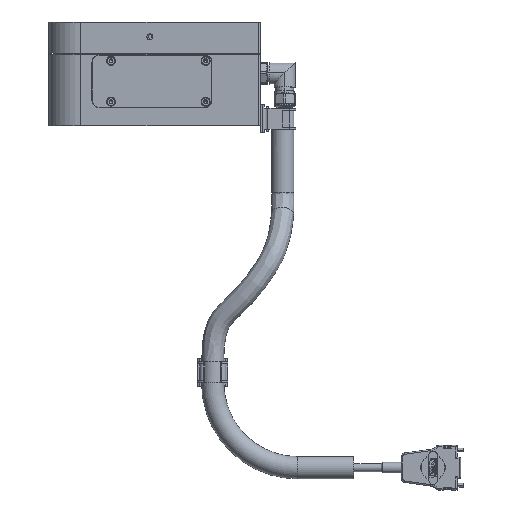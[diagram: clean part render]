
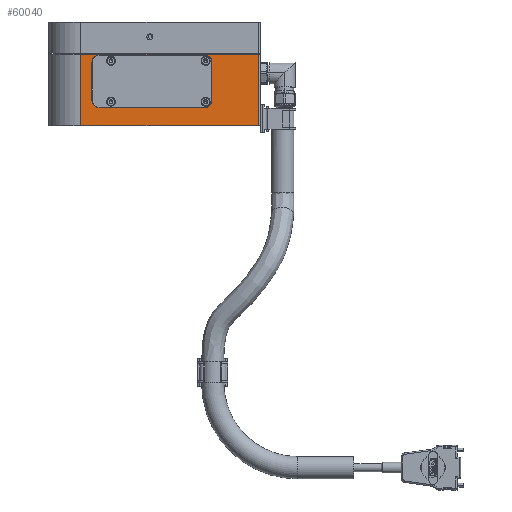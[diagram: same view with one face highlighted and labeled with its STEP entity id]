
A CAD part, left-side view. The second image highlights one B-rep face of the part: STEP entity #60040.
In plain terms, the highlighted planar face has unit normal (-1, 0, 0).
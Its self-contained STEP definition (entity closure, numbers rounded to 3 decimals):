
#101 = CARTESIAN_POINT ( 'NONE',  ( -22.5, 1., 0. ) ) ;
#112 = VECTOR ( 'NONE', #5325, 1000. ) ;
#442 = DIRECTION ( 'NONE',  ( -1., 0., 0. ) ) ;
#1319 = LINE ( 'NONE', #59179, #20702 ) ;
#1434 = ORIENTED_EDGE ( 'NONE', *, *, #66245, .T. ) ;
#2379 = ORIENTED_EDGE ( 'NONE', *, *, #44376, .F. ) ;
#2482 = DIRECTION ( 'NONE',  ( 1., 0., 0. ) ) ;
#2993 = CARTESIAN_POINT ( 'NONE',  ( -22.5, 1., 50.75 ) ) ;
#3055 = VERTEX_POINT ( 'NONE', #34418 ) ;
#3081 = CARTESIAN_POINT ( 'NONE',  ( -22.5, 114., 50. ) ) ;
#3101 = CARTESIAN_POINT ( 'NONE',  ( -22.5, 127., 57.75 ) ) ;
#3969 = ORIENTED_EDGE ( 'NONE', *, *, #58944, .F. ) ;
#4534 = CIRCLE ( 'NONE', #60254, 5. ) ;
#4536 = DIRECTION ( 'NONE',  ( -1., 0., 0. ) ) ;
#5325 = DIRECTION ( 'NONE',  ( 0., -1., 0. ) ) ;
#5543 = VERTEX_POINT ( 'NONE', #67570 ) ;
#6981 = EDGE_LOOP ( 'NONE', ( #1434, #59923, #68916, #59671 ) ) ;
#7419 = DIRECTION ( 'NONE',  ( -1., 0., 0. ) ) ;
#7474 = CARTESIAN_POINT ( 'NONE',  ( -22.5, 34., 18. ) ) ;
#7573 = LINE ( 'NONE', #65816, #59758 ) ;
#7936 = ORIENTED_EDGE ( 'NONE', *, *, #52394, .F. ) ;
#7955 = DIRECTION ( 'NONE',  ( 0., 0., 1. ) ) ;
#8395 = CARTESIAN_POINT ( 'NONE',  ( -22.5, 114., 13. ) ) ;
#9305 = ORIENTED_EDGE ( 'NONE', *, *, #37372, .F. ) ;
#11080 = EDGE_CURVE ( 'NONE', #36665, #3055, #19451, .T. ) ;
#11381 = EDGE_CURVE ( 'NONE', #26997, #47539, #25670, .T. ) ;
#11729 = DIRECTION ( 'NONE',  ( 0., -1., 0. ) ) ;
#16545 = CARTESIAN_POINT ( 'NONE',  ( -22.5, 127., 50.75 ) ) ;
#16803 = LINE ( 'NONE', #48912, #20653 ) ;
#17006 = VERTEX_POINT ( 'NONE', #16545 ) ;
#17445 = EDGE_CURVE ( 'NONE', #67614, #35473, #16803, .T. ) ;
#18051 = DIRECTION ( 'NONE',  ( 0., 0., -1. ) ) ;
#18465 = CARTESIAN_POINT ( 'NONE',  ( -22.5, 0., 57.75 ) ) ;
#19451 = LINE ( 'NONE', #19806, #62325 ) ;
#19806 = CARTESIAN_POINT ( 'NONE',  ( -22.5, 34., 18. ) ) ;
#20653 = VECTOR ( 'NONE', #59704, 1000. ) ;
#20702 = VECTOR ( 'NONE', #11729, 1000. ) ;
#21641 = DIRECTION ( 'NONE',  ( 0., 0., 1. ) ) ;
#23596 = DIRECTION ( 'NONE',  ( 0., 1., 0. ) ) ;
#24418 = DIRECTION ( 'NONE',  ( 0., -1., 0. ) ) ;
#25539 = ORIENTED_EDGE ( 'NONE', *, *, #61097, .F. ) ;
#25670 = LINE ( 'NONE', #51852, #27860 ) ;
#26997 = VERTEX_POINT ( 'NONE', #40444 ) ;
#27682 = VERTEX_POINT ( 'NONE', #8395 ) ;
#27860 = VECTOR ( 'NONE', #46940, 1000. ) ;
#28975 = FACE_BOUND ( 'NONE', #65155, .T. ) ;
#28983 = VECTOR ( 'NONE', #24418, 1000. ) ;
#29271 = DIRECTION ( 'NONE',  ( 0., 0., 1. ) ) ;
#31958 = EDGE_CURVE ( 'NONE', #17006, #5543, #34498, .T. ) ;
#32081 = CARTESIAN_POINT ( 'NONE',  ( -22.5, 114., 45. ) ) ;
#32747 = AXIS2_PLACEMENT_3D ( 'NONE', #58633, #442, #21641 ) ;
#33873 = CIRCLE ( 'NONE', #32747, 5. ) ;
#34418 = CARTESIAN_POINT ( 'NONE',  ( -22.5, 34., 45. ) ) ;
#34498 = LINE ( 'NONE', #3101, #67238 ) ;
#34832 = AXIS2_PLACEMENT_3D ( 'NONE', #55737, #44247, #7955 ) ;
#34936 = VERTEX_POINT ( 'NONE', #3081 ) ;
#35244 = CARTESIAN_POINT ( 'NONE',  ( -22.5, 0., 0. ) ) ;
#35473 = VERTEX_POINT ( 'NONE', #2993 ) ;
#36665 = VERTEX_POINT ( 'NONE', #7474 ) ;
#37372 = EDGE_CURVE ( 'NONE', #48163, #34936, #7573, .T. ) ;
#38198 = ORIENTED_EDGE ( 'NONE', *, *, #11080, .F. ) ;
#38326 = CARTESIAN_POINT ( 'NONE',  ( -22.5, 119., 18. ) ) ;
#39778 = DIRECTION ( 'NONE',  ( 0., 0., -1. ) ) ;
#39843 = CARTESIAN_POINT ( 'NONE',  ( -22.5, 114., 18. ) ) ;
#40426 = VERTEX_POINT ( 'NONE', #41866 ) ;
#40444 = CARTESIAN_POINT ( 'NONE',  ( -22.5, 119., 45. ) ) ;
#41586 = LINE ( 'NONE', #51732, #112 ) ;
#41866 = CARTESIAN_POINT ( 'NONE',  ( -22.5, 39., 13. ) ) ;
#43725 = CIRCLE ( 'NONE', #34832, 5. ) ;
#44247 = DIRECTION ( 'NONE',  ( -1., 0., 0. ) ) ;
#44376 = EDGE_CURVE ( 'NONE', #3055, #48163, #43725, .T. ) ;
#44991 = PLANE ( 'NONE',  #66251 ) ;
#45411 = AXIS2_PLACEMENT_3D ( 'NONE', #39843, #7419, #65666 ) ;
#46940 = DIRECTION ( 'NONE',  ( 0., 0., -1. ) ) ;
#47539 = VERTEX_POINT ( 'NONE', #38326 ) ;
#48163 = VERTEX_POINT ( 'NONE', #61732 ) ;
#48912 = CARTESIAN_POINT ( 'NONE',  ( -22.5, 1., 57.75 ) ) ;
#51732 = CARTESIAN_POINT ( 'NONE',  ( -22.5, 0., 50.75 ) ) ;
#51852 = CARTESIAN_POINT ( 'NONE',  ( -22.5, 119., 18. ) ) ;
#52394 = EDGE_CURVE ( 'NONE', #47539, #27682, #54322, .T. ) ;
#53353 = DIRECTION ( 'NONE',  ( 0., 0., -1. ) ) ;
#54322 = CIRCLE ( 'NONE', #45411, 5. ) ;
#55603 = EDGE_CURVE ( 'NONE', #34936, #26997, #4534, .T. ) ;
#55664 = EDGE_CURVE ( 'NONE', #17006, #35473, #41586, .T. ) ;
#55737 = CARTESIAN_POINT ( 'NONE',  ( -22.5, 39., 45. ) ) ;
#56276 = ORIENTED_EDGE ( 'NONE', *, *, #11381, .F. ) ;
#58633 = CARTESIAN_POINT ( 'NONE',  ( -22.5, 39., 18. ) ) ;
#58944 = EDGE_CURVE ( 'NONE', #40426, #36665, #33873, .T. ) ;
#59179 = CARTESIAN_POINT ( 'NONE',  ( -22.5, 114., 13. ) ) ;
#59671 = ORIENTED_EDGE ( 'NONE', *, *, #31958, .T. ) ;
#59704 = DIRECTION ( 'NONE',  ( 0., 0., 1. ) ) ;
#59758 = VECTOR ( 'NONE', #23596, 1000. ) ;
#59923 = ORIENTED_EDGE ( 'NONE', *, *, #17445, .T. ) ;
#60040 = ADVANCED_FACE ( 'NONE', ( #28975, #66277 ), #44991, .F. ) ;
#60254 = AXIS2_PLACEMENT_3D ( 'NONE', #32081, #4536, #53353 ) ;
#61097 = EDGE_CURVE ( 'NONE', #27682, #40426, #1319, .T. ) ;
#61730 = LINE ( 'NONE', #35244, #28983 ) ;
#61732 = CARTESIAN_POINT ( 'NONE',  ( -22.5, 39., 50. ) ) ;
#62325 = VECTOR ( 'NONE', #29271, 1000. ) ;
#65155 = EDGE_LOOP ( 'NONE', ( #9305, #2379, #38198, #3969, #25539, #7936, #56276, #68463 ) ) ;
#65666 = DIRECTION ( 'NONE',  ( 0., 0., 1. ) ) ;
#65816 = CARTESIAN_POINT ( 'NONE',  ( -22.5, 114., 50. ) ) ;
#66245 = EDGE_CURVE ( 'NONE', #5543, #67614, #61730, .T. ) ;
#66251 = AXIS2_PLACEMENT_3D ( 'NONE', #18465, #2482, #39778 ) ;
#66277 = FACE_OUTER_BOUND ( 'NONE', #6981, .T. ) ;
#67238 = VECTOR ( 'NONE', #18051, 1000. ) ;
#67570 = CARTESIAN_POINT ( 'NONE',  ( -22.5, 127., 0. ) ) ;
#67614 = VERTEX_POINT ( 'NONE', #101 ) ;
#68463 = ORIENTED_EDGE ( 'NONE', *, *, #55603, .F. ) ;
#68916 = ORIENTED_EDGE ( 'NONE', *, *, #55664, .F. ) ;
